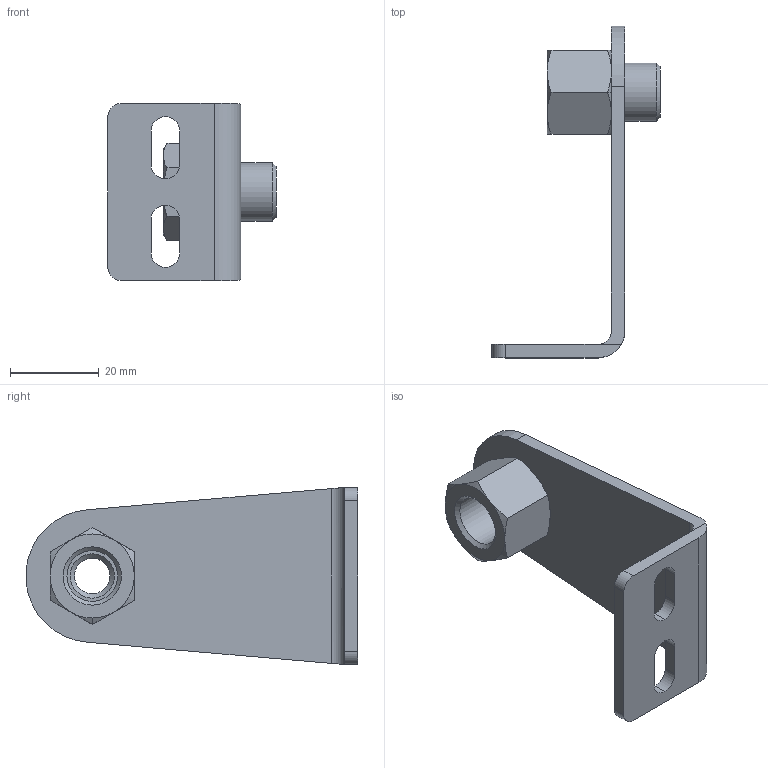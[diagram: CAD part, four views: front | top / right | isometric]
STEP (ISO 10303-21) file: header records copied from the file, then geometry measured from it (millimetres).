
FILE_DESCRIPTION(/* description */ ('Alibre Inc.'),/* implementation_level */ '2;1');
FILE_NAME(/* name */ 'export-C5730775-7C18-4DC4-8049-87D1ADE42E12',/* time_stamp */ '2021-10-28T15:49:52+02:00',/* author */ (''),/* organization */ (''),/* preprocessor_version */ 'ST-DEVELOPER v17',/* originating_system */ 'Alibre',/* authorisation */ '');
FILE_SCHEMA (('AUTOMOTIVE_DESIGN'));
Length unit declared in the file: millimetre
Products named in the file (1): _0221000191
Bounding box: 38 x 74.94 x 40 mm (x, y, z)
Volume: 13439.4 mm3; surface area: 9550.2 mm2
Topology: 1 solids, 1 shells, 53 faces, 129 edges, 81 vertices
Faces by surface type: plane 22, cone 17, cylinder 14
Full cylindrical faces by diameter (mm): 8 x1, 11.445 x1, 13.157 x1
Entity records: 1663 total; most frequent: CARTESIAN_POINT 397, ORIENTED_EDGE 256, DIRECTION 219, EDGE_CURVE 128, AXIS2_PLACEMENT_3D 94, VERTEX_POINT 82, EDGE_LOOP 64, FACE_BOUND 64
